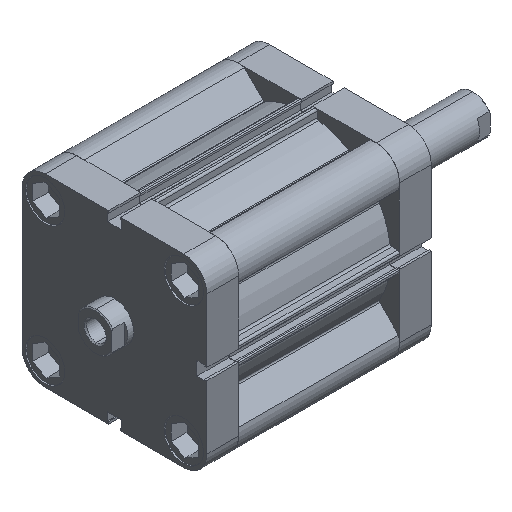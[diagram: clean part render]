
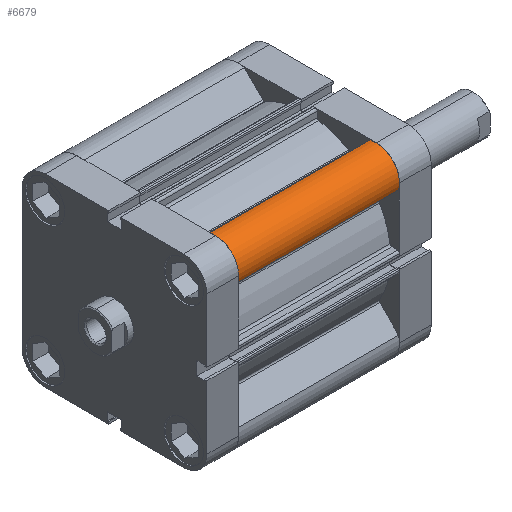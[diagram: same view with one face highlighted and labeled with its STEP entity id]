
A CAD part, isometric view. The second image highlights one B-rep face of the part: STEP entity #6679.
In plain terms, the highlighted cylindrical face has radius 12 mm (diameter 24 mm), a partial arc.
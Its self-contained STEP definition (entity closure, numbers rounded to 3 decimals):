
#183 = CIRCLE ( 'NONE', #5673, 12. ) ;
#574 = CIRCLE ( 'NONE', #5785, 12. ) ;
#651 = LINE ( 'NONE', #2535, #652 ) ;
#652 = VECTOR ( 'NONE', #2536, 1000. ) ;
#665 = LINE ( 'NONE', #2566, #666 ) ;
#666 = VECTOR ( 'NONE', #2568, 1000. ) ;
#2032 = ORIENTED_EDGE ( 'NONE', *, *, #7344, .T. ) ;
#2034 = ORIENTED_EDGE ( 'NONE', *, *, #7022, .F. ) ;
#2035 = ORIENTED_EDGE ( 'NONE', *, *, #7337, .F. ) ;
#2037 = ORIENTED_EDGE ( 'NONE', *, *, #7289, .T. ) ;
#2265 = CARTESIAN_POINT ( 'NONE',  ( 36., -36., 0. ) ) ;
#2284 = DIRECTION ( 'NONE',  ( 0., 0., 1. ) ) ;
#2286 = DIRECTION ( 'NONE',  ( -1., 0., 0. ) ) ;
#2535 = CARTESIAN_POINT ( 'NONE',  ( 47.533, -32.683, 83.5 ) ) ;
#2536 = DIRECTION ( 'NONE',  ( 0., 0., -1. ) ) ;
#2566 = CARTESIAN_POINT ( 'NONE',  ( 32.683, -47.533, 83.5 ) ) ;
#2568 = DIRECTION ( 'NONE',  ( 0., 0., -1. ) ) ;
#3430 = CYLINDRICAL_SURFACE ( 'NONE', #5554, 12. ) ;
#3431 = FACE_OUTER_BOUND ( 'NONE', #6411, .T. ) ;
#4707 = DIRECTION ( 'NONE',  ( 0., 0., -1. ) ) ;
#4710 = DIRECTION ( 'NONE',  ( -1., 0., 0. ) ) ;
#4715 = CARTESIAN_POINT ( 'NONE',  ( 36., -36., 83.5 ) ) ;
#5122 = CARTESIAN_POINT ( 'NONE',  ( 32.683, -47.533, 83.5 ) ) ;
#5132 = CARTESIAN_POINT ( 'NONE',  ( 47.533, -32.683, 0. ) ) ;
#5134 = CARTESIAN_POINT ( 'NONE',  ( 47.533, -32.683, 83.5 ) ) ;
#5273 = CARTESIAN_POINT ( 'NONE',  ( 32.683, -47.533, 0. ) ) ;
#5345 = CARTESIAN_POINT ( 'NONE',  ( 36., -36., 83.5 ) ) ;
#5356 = DIRECTION ( 'NONE',  ( 0., 0., 1. ) ) ;
#5357 = DIRECTION ( 'NONE',  ( -1., 0., 0. ) ) ;
#5554 = AXIS2_PLACEMENT_3D ( 'NONE', #4715, #4707, #4710 ) ;
#5673 = AXIS2_PLACEMENT_3D ( 'NONE', #5345, #5356, #5357 ) ;
#5785 = AXIS2_PLACEMENT_3D ( 'NONE', #2265, #2284, #2286 ) ;
#6411 = EDGE_LOOP ( 'NONE', ( #2037, #2035, #2034, #2032 ) ) ;
#6679 = ADVANCED_FACE ( 'NONE', ( #3431 ), #3430, .T. ) ;
#6820 = VERTEX_POINT ( 'NONE', #5122 ) ;
#6830 = VERTEX_POINT ( 'NONE', #5132 ) ;
#6832 = VERTEX_POINT ( 'NONE', #5134 ) ;
#6987 = VERTEX_POINT ( 'NONE', #5273 ) ;
#7022 = EDGE_CURVE ( 'NONE', #6820, #6832, #183, .T. ) ;
#7289 = EDGE_CURVE ( 'NONE', #6987, #6830, #574, .T. ) ;
#7337 = EDGE_CURVE ( 'NONE', #6832, #6830, #651, .T. ) ;
#7344 = EDGE_CURVE ( 'NONE', #6820, #6987, #665, .T. ) ;
